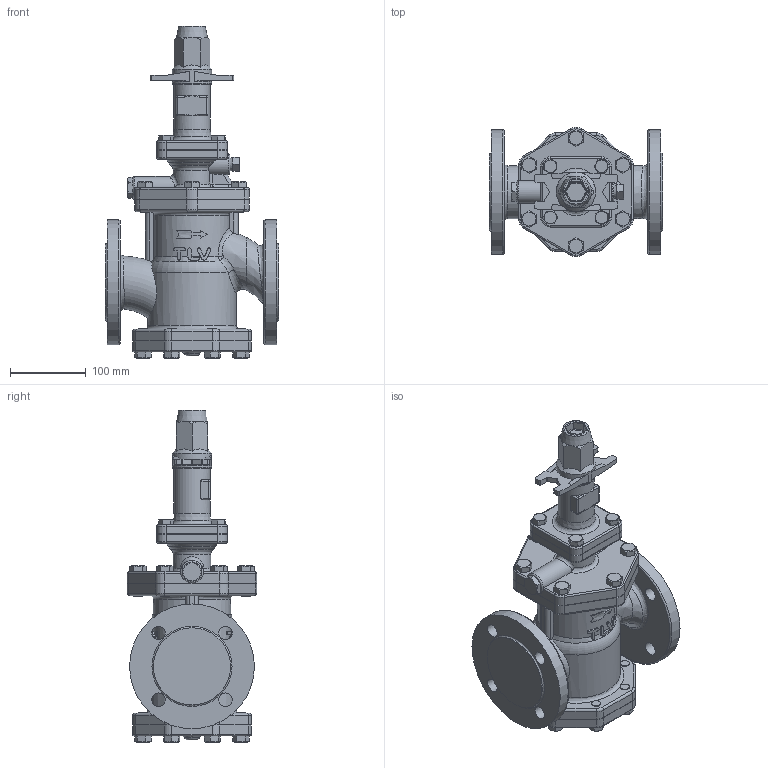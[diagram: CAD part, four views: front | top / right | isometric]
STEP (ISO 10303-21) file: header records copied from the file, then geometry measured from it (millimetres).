
FILE_DESCRIPTION((''),'2;1');
FILE_NAME('csr21-050-e0025-00.stp','2009-08-28T13:38:48',('nakaot'),(''),'Autodesk Inventor 2008','Autodesk Inventor 2008','');
FILE_SCHEMA(('AUTOMOTIVE_DESIGN { 1 0 10303 214 1 1 1 1 }'));
Length unit declared in the file: millimetre
Products named in the file (1): csr21-050-e0025-00
Bounding box: 230 x 171.16 x 439 mm (x, y, z)
Volume: 4426314.5 mm3; surface area: 393007.7 mm2
Topology: 1 solids, 1 shells, 703 faces, 1750 edges, 1114 vertices
Faces by surface type: plane 310, cylinder 182, bspline 121, torus 46, cone 40, sphere 4
Full cylindrical faces by diameter (mm): 10 x8, 12 x28, 28 x1, 48 x1, 50 x1, 52 x1, 100 x1, 102 x2, 117 x1, 120 x1, 165 x2
Entity records: 38397 total; most frequent: CARTESIAN_POINT 23065, ORIENTED_EDGE 3180, DIRECTION 2951, EDGE_CURVE 1590, AXIS2_PLACEMENT_3D 1130, VERTEX_POINT 1075, EDGE_LOOP 943, FACE_OUTER_BOUND 703
